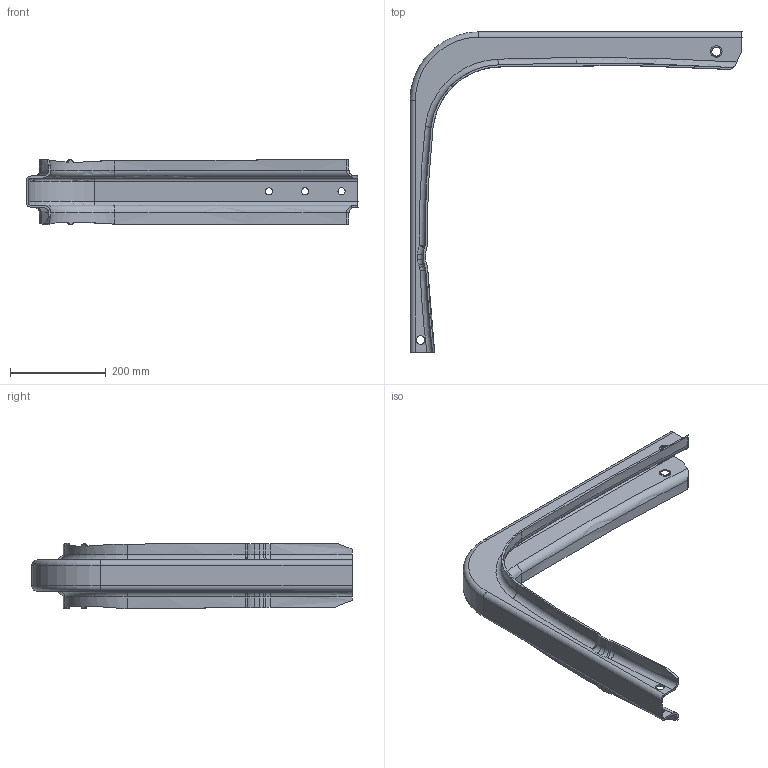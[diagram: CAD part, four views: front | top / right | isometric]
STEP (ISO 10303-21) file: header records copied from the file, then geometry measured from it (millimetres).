
FILE_DESCRIPTION(('CATIA V5 STEP Exchange','CAx-IF Rec.Pracs.--- Model Styling and Organization---1.4--- 2014-01-23'),'2;1');
FILE_NAME('1125. diagh scania.stp','2021-04-07T07:39:11+00:00',('none'),('none'),'CATIA Version 5-6 Release 2017','CATIA V5 STEP AP214','none');
FILE_SCHEMA(('AUTOMOTIVE_DESIGN { 1 0 10303 214 1 1 1 1 }'));
Length unit declared in the file: millimetre
Products named in the file (1): Part1
Bounding box: 694.21 x 669.47 x 136.46 mm (x, y, z)
Volume: 1186322.2 mm3; surface area: 843321 mm2
Topology: 1 solids, 2 shells, 207 faces, 620 edges, 418 vertices
Faces by surface type: cylinder 109, torus 48, plane 44, revolution 6
Entity records: 5936 total; most frequent: CARTESIAN_POINT 1774, ORIENTED_EDGE 1168, DIRECTION 542, EDGE_CURVE 446, VERTEX_POINT 298, AXIS2_PLACEMENT_3D 272, EDGE_LOOP 230, ADVANCED_FACE 207
